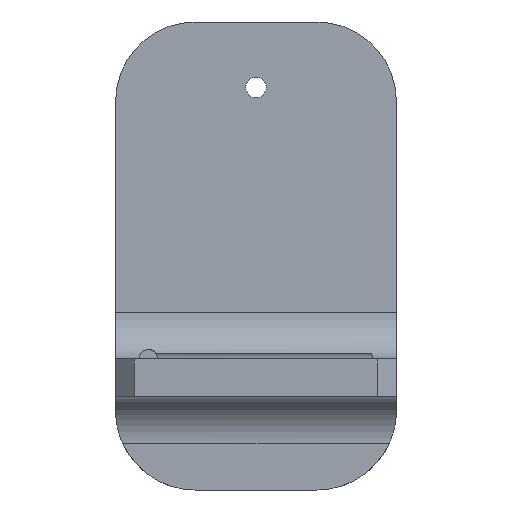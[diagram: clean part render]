
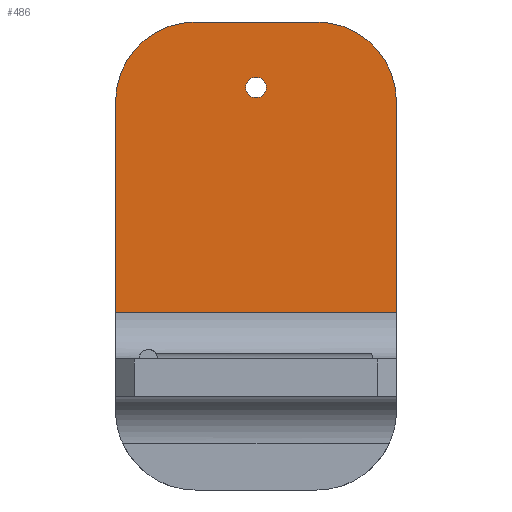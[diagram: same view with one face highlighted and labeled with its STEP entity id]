
A CAD part, front view. The second image highlights one B-rep face of the part: STEP entity #486.
In plain terms, the highlighted planar face has unit normal (0, -1, 0).
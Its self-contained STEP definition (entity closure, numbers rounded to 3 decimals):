
#20=FACE_BOUND('',#69,.T.);
#25=PLANE('',#530);
#42=FACE_OUTER_BOUND('',#68,.T.);
#68=EDGE_LOOP('',(#360,#361,#362,#363,#364,#365));
#69=EDGE_LOOP('',(#366));
#95=CIRCLE('',#531,8.5);
#96=CIRCLE('',#532,8.5);
#97=CIRCLE('',#533,1.1);
#115=LINE('',#761,#163);
#129=LINE('',#814,#177);
#130=LINE('',#818,#178);
#131=LINE('',#821,#179);
#163=VECTOR('',#590,10.);
#177=VECTOR('',#612,10.);
#178=VECTOR('',#615,10.);
#179=VECTOR('',#618,10.);
#220=VERTEX_POINT('',#758);
#221=VERTEX_POINT('',#760);
#234=VERTEX_POINT('',#813);
#235=VERTEX_POINT('',#815);
#236=VERTEX_POINT('',#817);
#237=VERTEX_POINT('',#819);
#238=VERTEX_POINT('',#822);
#269=EDGE_CURVE('',#220,#221,#115,.T.);
#285=EDGE_CURVE('',#234,#220,#129,.T.);
#286=EDGE_CURVE('',#235,#234,#95,.T.);
#287=EDGE_CURVE('',#236,#235,#130,.T.);
#288=EDGE_CURVE('',#237,#236,#96,.T.);
#289=EDGE_CURVE('',#221,#237,#131,.T.);
#290=EDGE_CURVE('',#238,#238,#97,.T.);
#360=ORIENTED_EDGE('',*,*,#269,.F.);
#361=ORIENTED_EDGE('',*,*,#285,.F.);
#362=ORIENTED_EDGE('',*,*,#286,.F.);
#363=ORIENTED_EDGE('',*,*,#287,.F.);
#364=ORIENTED_EDGE('',*,*,#288,.F.);
#365=ORIENTED_EDGE('',*,*,#289,.F.);
#366=ORIENTED_EDGE('',*,*,#290,.T.);
#486=ADVANCED_FACE('',(#42,#20),#25,.F.);
#530=AXIS2_PLACEMENT_3D('',#812,#610,#611);
#531=AXIS2_PLACEMENT_3D('',#816,#613,#614);
#532=AXIS2_PLACEMENT_3D('',#820,#616,#617);
#533=AXIS2_PLACEMENT_3D('',#823,#619,#620);
#590=DIRECTION('',(-1.,0.,0.));
#610=DIRECTION('center_axis',(0.,1.,0.));
#611=DIRECTION('ref_axis',(-1.,0.,0.));
#612=DIRECTION('',(0.,0.,-1.));
#613=DIRECTION('center_axis',(0.,1.,0.));
#614=DIRECTION('ref_axis',(0.707,0.,0.707));
#615=DIRECTION('',(1.,0.,0.));
#616=DIRECTION('center_axis',(0.,1.,0.));
#617=DIRECTION('ref_axis',(-0.707,0.,0.707));
#618=DIRECTION('',(0.,0.,1.));
#619=DIRECTION('center_axis',(0.,1.,0.));
#620=DIRECTION('ref_axis',(1.,0.,0.));
#758=CARTESIAN_POINT('',(30.,75.,9.));
#760=CARTESIAN_POINT('',(0.,75.,9.));
#761=CARTESIAN_POINT('',(7.5,75.,9.));
#812=CARTESIAN_POINT('Origin',(15.,75.,15.));
#813=CARTESIAN_POINT('',(30.,75.,31.5));
#814=CARTESIAN_POINT('',(30.,75.,40.));
#815=CARTESIAN_POINT('',(21.5,75.,40.));
#816=CARTESIAN_POINT('Origin',(21.5,75.,31.5));
#817=CARTESIAN_POINT('',(8.5,75.,40.));
#818=CARTESIAN_POINT('',(0.,75.,40.));
#819=CARTESIAN_POINT('',(0.,75.,31.5));
#820=CARTESIAN_POINT('Origin',(8.5,75.,31.5));
#821=CARTESIAN_POINT('',(0.,75.,0.));
#822=CARTESIAN_POINT('',(13.9,75.,33.));
#823=CARTESIAN_POINT('Origin',(15.,75.,33.));
